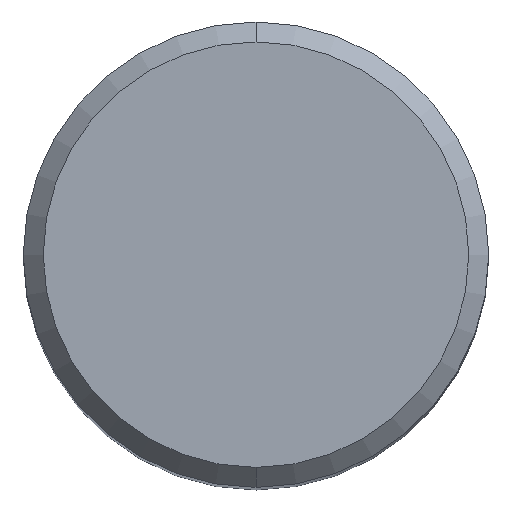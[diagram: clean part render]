
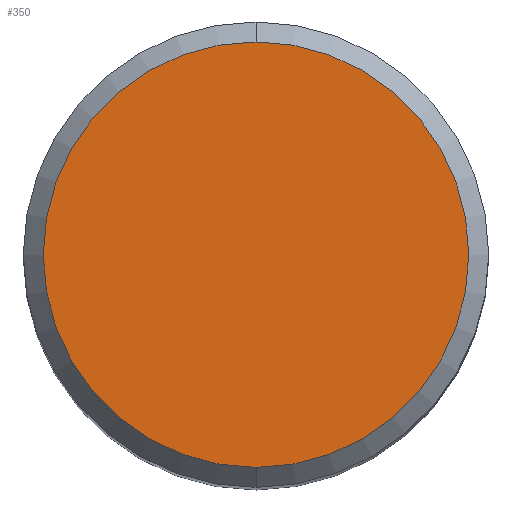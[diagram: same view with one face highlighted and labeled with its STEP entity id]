
A CAD part, top view. The second image highlights one B-rep face of the part: STEP entity #350.
In plain terms, the highlighted planar face has unit normal (0, 0, 1).
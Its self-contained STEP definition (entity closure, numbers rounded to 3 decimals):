
#182=EDGE_CURVE('',#436,#296,#483,.T.);
#292=EDGE_CURVE('',#296,#436,#608,.T.);
#296=VERTEX_POINT('',#612);
#350=ADVANCED_FACE('',(#669),#670,.T.);
#436=VERTEX_POINT('',#765);
#483=CIRCLE('',#824,6.4);
#608=CIRCLE('',#1039,6.4);
#612=CARTESIAN_POINT('',(0.,-6.4,0.0));
#669=FACE_OUTER_BOUND('',#1180,.T.);
#670=PLANE('',#1181);
#765=CARTESIAN_POINT('',(0.0,6.4,0.0));
#824=AXIS2_PLACEMENT_3D('',#1486,#1487,#1488);
#1039=AXIS2_PLACEMENT_3D('',#1644,#1645,#1646);
#1180=EDGE_LOOP('',(#1699,#1700));
#1181=AXIS2_PLACEMENT_3D('',#1701,#1702,#1703);
#1486=CARTESIAN_POINT('',(0.0,0.0,0.0));
#1487=DIRECTION('',(0.0,0.0,-1.0));
#1488=DIRECTION('',(0.0,1.0,0.0));
#1644=CARTESIAN_POINT('',(0.0,0.0,0.0));
#1645=DIRECTION('',(0.0,0.0,-1.0));
#1646=DIRECTION('',(0.0,1.0,0.0));
#1699=ORIENTED_EDGE('',*,*,#182,.F.);
#1700=ORIENTED_EDGE('',*,*,#292,.F.);
#1701=CARTESIAN_POINT('',(0.0,3.2,0.0));
#1702=DIRECTION('',(-0.0,0.0,1.0));
#1703=DIRECTION('',(0.0,-1.0,0.0));
